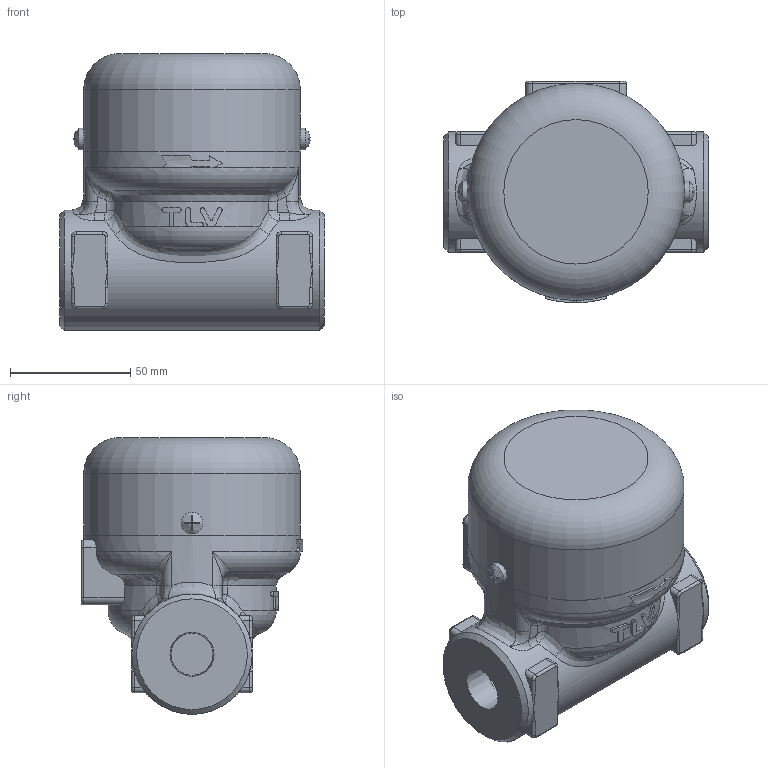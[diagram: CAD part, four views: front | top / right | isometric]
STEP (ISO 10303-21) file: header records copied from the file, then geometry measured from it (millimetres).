
FILE_DESCRIPTION((''),'2;1');
FILE_NAME('hr80a-015-screw-00.stp','2010-05-06T12:53:19',('nakaot'),(''),'Autodesk Inventor 2008','Autodesk Inventor 2008','');
FILE_SCHEMA(('AUTOMOTIVE_DESIGN { 1 0 10303 214 1 1 1 1 }'));
Length unit declared in the file: millimetre
Products named in the file (1): hr80a-015-screw-00
Bounding box: 110 x 92 x 115 mm (x, y, z)
Volume: 449486.7 mm3; surface area: 65932.5 mm2
Topology: 3 solids, 4 shells, 280 faces, 690 edges, 403 vertices
Faces by surface type: bspline 101, cylinder 89, plane 74, torus 12, cone 3, sphere 1
Full cylindrical faces by diameter (mm): 9 x1, 17.475 x1, 50 x1, 88.6 x2, 90 x2
Entity records: 13783 total; most frequent: CARTESIAN_POINT 7771, ORIENTED_EDGE 1292, DIRECTION 1146, EDGE_CURVE 646, AXIS2_PLACEMENT_3D 454, VERTEX_POINT 400, EDGE_LOOP 310, FACE_OUTER_BOUND 280
